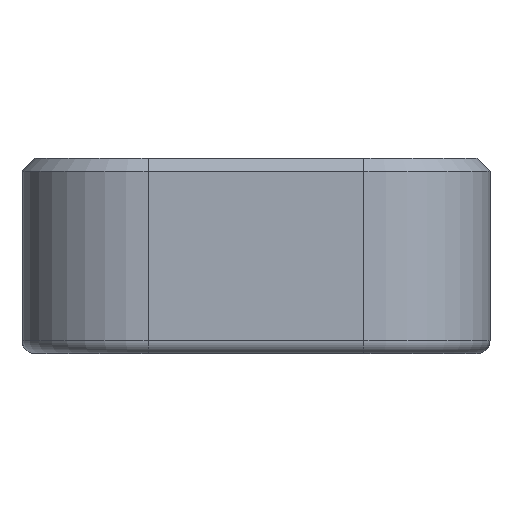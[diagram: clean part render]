
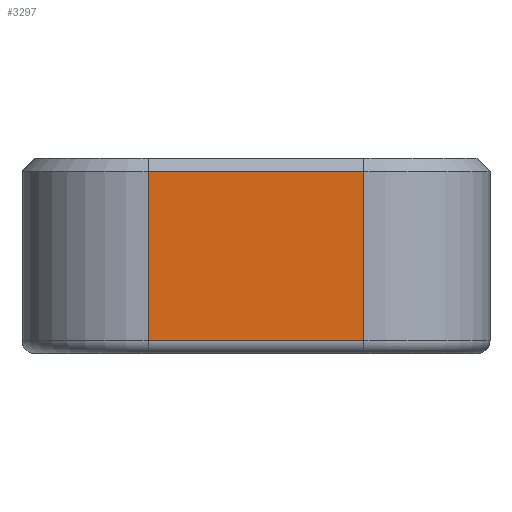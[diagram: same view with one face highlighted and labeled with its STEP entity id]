
A CAD part, front view. The second image highlights one B-rep face of the part: STEP entity #3297.
In plain terms, the highlighted planar face has unit normal (0, -1, 0).
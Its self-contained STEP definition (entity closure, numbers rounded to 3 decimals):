
#166=PLANE('',#3639);
#405=FACE_OUTER_BOUND('',#606,.T.);
#606=EDGE_LOOP('',(#3043,#3044,#3045,#3046));
#909=LINE('',#5800,#1209);
#910=LINE('',#5806,#1210);
#911=LINE('',#5809,#1211);
#912=LINE('',#5810,#1212);
#1209=VECTOR('',#4607,10.);
#1210=VECTOR('',#4616,10.);
#1211=VECTOR('',#4619,10.);
#1212=VECTOR('',#4620,10.);
#1633=VERTEX_POINT('',#5794);
#1634=VERTEX_POINT('',#5798);
#1635=VERTEX_POINT('',#5804);
#1636=VERTEX_POINT('',#5808);
#2104=EDGE_CURVE('',#1633,#1634,#909,.T.);
#2107=EDGE_CURVE('',#1634,#1635,#910,.T.);
#2108=EDGE_CURVE('',#1635,#1636,#911,.T.);
#2109=EDGE_CURVE('',#1636,#1633,#912,.T.);
#3043=ORIENTED_EDGE('',*,*,#2108,.F.);
#3044=ORIENTED_EDGE('',*,*,#2107,.F.);
#3045=ORIENTED_EDGE('',*,*,#2104,.F.);
#3046=ORIENTED_EDGE('',*,*,#2109,.F.);
#3297=ADVANCED_FACE('',(#405),#166,.F.);
#3639=AXIS2_PLACEMENT_3D('',#5807,#4617,#4618);
#4607=DIRECTION('',(1.,0.,0.));
#4616=DIRECTION('',(0.,0.,-1.));
#4617=DIRECTION('center_axis',(0.,1.,0.));
#4618=DIRECTION('ref_axis',(1.,0.,0.));
#4619=DIRECTION('',(-1.,0.,0.));
#4620=DIRECTION('',(0.,0.,1.));
#5794=CARTESIAN_POINT('',(-31.145,-67.009,7.));
#5798=CARTESIAN_POINT('',(-22.855,-67.009,7.));
#5800=CARTESIAN_POINT('',(-29.226,-67.009,7.));
#5804=CARTESIAN_POINT('',(-22.855,-67.009,0.5));
#5806=CARTESIAN_POINT('',(-22.855,-67.009,7.5));
#5807=CARTESIAN_POINT('Origin',(-30.995,-67.009,7.5));
#5808=CARTESIAN_POINT('',(-31.145,-67.009,0.5));
#5809=CARTESIAN_POINT('',(-28.998,-67.009,0.5));
#5810=CARTESIAN_POINT('',(-31.145,-67.009,7.5));
